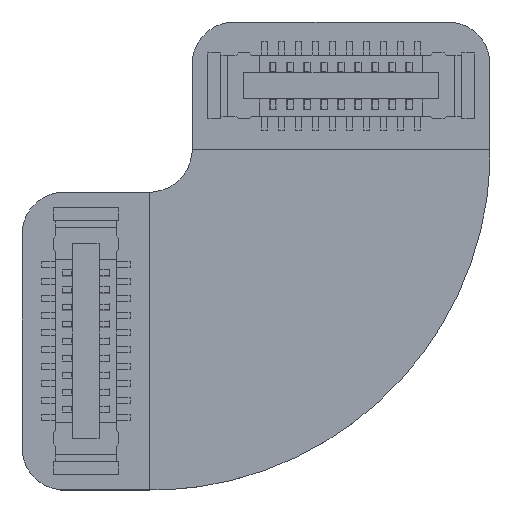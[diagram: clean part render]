
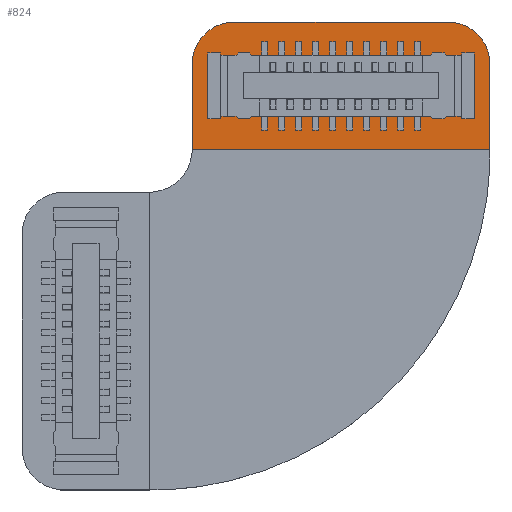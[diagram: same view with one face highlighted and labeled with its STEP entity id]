
A CAD part, top view. The second image highlights one B-rep face of the part: STEP entity #824.
In plain terms, the highlighted planar face has unit normal (0, 0, 1).
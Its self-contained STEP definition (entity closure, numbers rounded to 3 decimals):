
#824 = ADVANCED_FACE('',(#825),#1003,.F.);
#825 = FACE_BOUND('',#826,.T.);
#826 = EDGE_LOOP('',(#827,#837,#845,#853,#861,#869,#877,#885,#893,#901,
    #909,#917,#925,#933,#941,#949,#957,#965,#973,#981,#989,#997));
#827 = ORIENTED_EDGE('',*,*,#828,.T.);
#828 = EDGE_CURVE('',#829,#831,#833,.T.);
#829 = VERTEX_POINT('',#830);
#830 = CARTESIAN_POINT('',(4.,10.,
    0.028));
#831 = VERTEX_POINT('',#832);
#832 = CARTESIAN_POINT('',(4.,8.,
    0.028));
#833 = LINE('',#834,#835);
#834 = CARTESIAN_POINT('',(4.,10.,
    0.028));
#835 = VECTOR('',#836,1.);
#836 = DIRECTION('',(0.,-1.,0.));
#837 = ORIENTED_EDGE('',*,*,#838,.T.);
#838 = EDGE_CURVE('',#831,#839,#841,.T.);
#839 = VERTEX_POINT('',#840);
#840 = CARTESIAN_POINT('',(11.,8.,
    0.028));
#841 = LINE('',#842,#843);
#842 = CARTESIAN_POINT('',(4.,8.,
    0.028));
#843 = VECTOR('',#844,1.);
#844 = DIRECTION('',(1.,0.,0.));
#845 = ORIENTED_EDGE('',*,*,#846,.T.);
#846 = EDGE_CURVE('',#839,#847,#849,.T.);
#847 = VERTEX_POINT('',#848);
#848 = CARTESIAN_POINT('',(11.,10.,
    0.028));
#849 = LINE('',#850,#851);
#850 = CARTESIAN_POINT('',(11.,8.,
    0.028));
#851 = VECTOR('',#852,1.);
#852 = DIRECTION('',(0.,1.,0.));
#853 = ORIENTED_EDGE('',*,*,#854,.T.);
#854 = EDGE_CURVE('',#847,#855,#857,.T.);
#855 = VERTEX_POINT('',#856);
#856 = CARTESIAN_POINT('',(11.,10.098,
    0.028));
#857 = LINE('',#858,#859);
#858 = CARTESIAN_POINT('',(11.,10.,
    0.028));
#859 = VECTOR('',#860,1.);
#860 = DIRECTION('',(0.,1.,0.));
#861 = ORIENTED_EDGE('',*,*,#862,.T.);
#862 = EDGE_CURVE('',#855,#863,#865,.T.);
#863 = VERTEX_POINT('',#864);
#864 = CARTESIAN_POINT('',(10.962,10.292,
    0.028));
#865 = LINE('',#866,#867);
#866 = CARTESIAN_POINT('',(11.,10.098,
    0.028));
#867 = VECTOR('',#868,1.);
#868 = DIRECTION('',(-0.192,0.981,0.)
  );
#869 = ORIENTED_EDGE('',*,*,#870,.T.);
#870 = EDGE_CURVE('',#863,#871,#873,.T.);
#871 = VERTEX_POINT('',#872);
#872 = CARTESIAN_POINT('',(10.886,10.474,
    0.028));
#873 = LINE('',#874,#875);
#874 = CARTESIAN_POINT('',(10.962,10.292,
    0.028));
#875 = VECTOR('',#876,1.);
#876 = DIRECTION('',(-0.385,0.923,0.)
  );
#877 = ORIENTED_EDGE('',*,*,#878,.T.);
#878 = EDGE_CURVE('',#871,#879,#881,.T.);
#879 = VERTEX_POINT('',#880);
#880 = CARTESIAN_POINT('',(10.777,10.637,
    0.028));
#881 = LINE('',#882,#883);
#882 = CARTESIAN_POINT('',(10.886,10.474,
    0.028));
#883 = VECTOR('',#884,1.);
#884 = DIRECTION('',(-0.556,0.831,0.)
  );
#885 = ORIENTED_EDGE('',*,*,#886,.T.);
#886 = EDGE_CURVE('',#879,#887,#889,.T.);
#887 = VERTEX_POINT('',#888);
#888 = CARTESIAN_POINT('',(10.637,10.777,
    0.028));
#889 = LINE('',#890,#891);
#890 = CARTESIAN_POINT('',(10.777,10.637,
    0.028));
#891 = VECTOR('',#892,1.);
#892 = DIRECTION('',(-0.707,0.707,0.)
  );
#893 = ORIENTED_EDGE('',*,*,#894,.T.);
#894 = EDGE_CURVE('',#887,#895,#897,.T.);
#895 = VERTEX_POINT('',#896);
#896 = CARTESIAN_POINT('',(10.474,10.886,
    0.028));
#897 = LINE('',#898,#899);
#898 = CARTESIAN_POINT('',(10.637,10.777,
    0.028));
#899 = VECTOR('',#900,1.);
#900 = DIRECTION('',(-0.831,0.556,0.)
  );
#901 = ORIENTED_EDGE('',*,*,#902,.T.);
#902 = EDGE_CURVE('',#895,#903,#905,.T.);
#903 = VERTEX_POINT('',#904);
#904 = CARTESIAN_POINT('',(10.292,10.962,
    0.028));
#905 = LINE('',#906,#907);
#906 = CARTESIAN_POINT('',(10.474,10.886,
    0.028));
#907 = VECTOR('',#908,1.);
#908 = DIRECTION('',(-0.923,0.385,0.)
  );
#909 = ORIENTED_EDGE('',*,*,#910,.T.);
#910 = EDGE_CURVE('',#903,#911,#913,.T.);
#911 = VERTEX_POINT('',#912);
#912 = CARTESIAN_POINT('',(10.098,11.,
    0.028));
#913 = LINE('',#914,#915);
#914 = CARTESIAN_POINT('',(10.292,10.962,
    0.028));
#915 = VECTOR('',#916,1.);
#916 = DIRECTION('',(-0.981,0.192,0.)
  );
#917 = ORIENTED_EDGE('',*,*,#918,.T.);
#918 = EDGE_CURVE('',#911,#919,#921,.T.);
#919 = VERTEX_POINT('',#920);
#920 = CARTESIAN_POINT('',(10.,11.,
    0.028));
#921 = LINE('',#922,#923);
#922 = CARTESIAN_POINT('',(10.098,11.,
    0.028));
#923 = VECTOR('',#924,1.);
#924 = DIRECTION('',(-1.,0.,0.));
#925 = ORIENTED_EDGE('',*,*,#926,.T.);
#926 = EDGE_CURVE('',#919,#927,#929,.T.);
#927 = VERTEX_POINT('',#928);
#928 = CARTESIAN_POINT('',(5.,11.,
    0.028));
#929 = LINE('',#930,#931);
#930 = CARTESIAN_POINT('',(10.,11.,
    0.028));
#931 = VECTOR('',#932,1.);
#932 = DIRECTION('',(-1.,0.,0.));
#933 = ORIENTED_EDGE('',*,*,#934,.T.);
#934 = EDGE_CURVE('',#927,#935,#937,.T.);
#935 = VERTEX_POINT('',#936);
#936 = CARTESIAN_POINT('',(4.902,11.,
    0.028));
#937 = LINE('',#938,#939);
#938 = CARTESIAN_POINT('',(5.,11.,
    0.028));
#939 = VECTOR('',#940,1.);
#940 = DIRECTION('',(-1.,0.,0.));
#941 = ORIENTED_EDGE('',*,*,#942,.T.);
#942 = EDGE_CURVE('',#935,#943,#945,.T.);
#943 = VERTEX_POINT('',#944);
#944 = CARTESIAN_POINT('',(4.708,10.962,
    0.028));
#945 = LINE('',#946,#947);
#946 = CARTESIAN_POINT('',(4.902,11.,
    0.028));
#947 = VECTOR('',#948,1.);
#948 = DIRECTION('',(-0.981,-0.192,0.
    ));
#949 = ORIENTED_EDGE('',*,*,#950,.T.);
#950 = EDGE_CURVE('',#943,#951,#953,.T.);
#951 = VERTEX_POINT('',#952);
#952 = CARTESIAN_POINT('',(4.526,10.886,
    0.028));
#953 = LINE('',#954,#955);
#954 = CARTESIAN_POINT('',(4.708,10.962,
    0.028));
#955 = VECTOR('',#956,1.);
#956 = DIRECTION('',(-0.923,-0.385,0.
    ));
#957 = ORIENTED_EDGE('',*,*,#958,.T.);
#958 = EDGE_CURVE('',#951,#959,#961,.T.);
#959 = VERTEX_POINT('',#960);
#960 = CARTESIAN_POINT('',(4.363,10.777,
    0.028));
#961 = LINE('',#962,#963);
#962 = CARTESIAN_POINT('',(4.526,10.886,
    0.028));
#963 = VECTOR('',#964,1.);
#964 = DIRECTION('',(-0.831,-0.556,0.
    ));
#965 = ORIENTED_EDGE('',*,*,#966,.T.);
#966 = EDGE_CURVE('',#959,#967,#969,.T.);
#967 = VERTEX_POINT('',#968);
#968 = CARTESIAN_POINT('',(4.223,10.637,
    0.028));
#969 = LINE('',#970,#971);
#970 = CARTESIAN_POINT('',(4.363,10.777,
    0.028));
#971 = VECTOR('',#972,1.);
#972 = DIRECTION('',(-0.707,-0.707,0.
    ));
#973 = ORIENTED_EDGE('',*,*,#974,.T.);
#974 = EDGE_CURVE('',#967,#975,#977,.T.);
#975 = VERTEX_POINT('',#976);
#976 = CARTESIAN_POINT('',(4.114,10.474,
    0.028));
#977 = LINE('',#978,#979);
#978 = CARTESIAN_POINT('',(4.223,10.637,
    0.028));
#979 = VECTOR('',#980,1.);
#980 = DIRECTION('',(-0.556,-0.831,0.
    ));
#981 = ORIENTED_EDGE('',*,*,#982,.T.);
#982 = EDGE_CURVE('',#975,#983,#985,.T.);
#983 = VERTEX_POINT('',#984);
#984 = CARTESIAN_POINT('',(4.038,10.292,
    0.028));
#985 = LINE('',#986,#987);
#986 = CARTESIAN_POINT('',(4.114,10.474,
    0.028));
#987 = VECTOR('',#988,1.);
#988 = DIRECTION('',(-0.385,-0.923,0.
    ));
#989 = ORIENTED_EDGE('',*,*,#990,.T.);
#990 = EDGE_CURVE('',#983,#991,#993,.T.);
#991 = VERTEX_POINT('',#992);
#992 = CARTESIAN_POINT('',(4.,10.098,
    0.028));
#993 = LINE('',#994,#995);
#994 = CARTESIAN_POINT('',(4.038,10.292,
    0.028));
#995 = VECTOR('',#996,1.);
#996 = DIRECTION('',(-0.192,-0.981,0.
    ));
#997 = ORIENTED_EDGE('',*,*,#998,.T.);
#998 = EDGE_CURVE('',#991,#829,#999,.T.);
#999 = LINE('',#1000,#1001);
#1000 = CARTESIAN_POINT('',(4.,10.098,
    0.028));
#1001 = VECTOR('',#1002,1.);
#1002 = DIRECTION('',(0.,-1.,0.));
#1003 = PLANE('',#1004);
#1004 = AXIS2_PLACEMENT_3D('',#1005,#1006,#1007);
#1005 = CARTESIAN_POINT('',(7.5,9.426,
    0.028));
#1006 = DIRECTION('',(0.,0.,-1.));
#1007 = DIRECTION('',(0.,-1.,0.));
